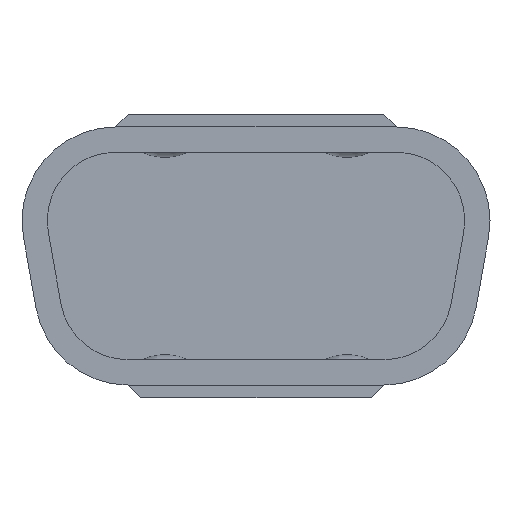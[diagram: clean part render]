
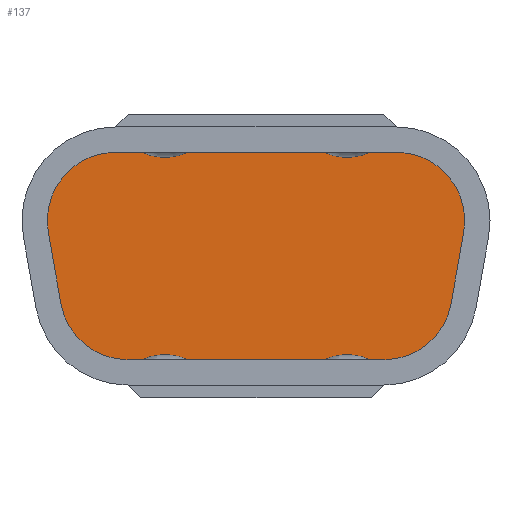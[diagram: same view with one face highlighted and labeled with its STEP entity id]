
A CAD part, front view. The second image highlights one B-rep face of the part: STEP entity #137.
In plain terms, the highlighted planar face has unit normal (0, -1, 0).
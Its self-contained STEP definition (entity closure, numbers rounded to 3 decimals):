
#137 = ADVANCED_FACE( '', ( #282 ), #283, .F. );
#282 = FACE_OUTER_BOUND( '', #497, .T. );
#283 = PLANE( '', #498 );
#497 = EDGE_LOOP( '', ( #841, #842, #843, #844, #845, #846, #847, #848, #849, #850, #851, #852, #853, #854, #855, #856 ) );
#498 = AXIS2_PLACEMENT_3D( '', #857, #858, #859 );
#841 = ORIENTED_EDGE( '', *, *, #1107, .F. );
#842 = ORIENTED_EDGE( '', *, *, #1108, .F. );
#843 = ORIENTED_EDGE( '', *, *, #979, .F. );
#844 = ORIENTED_EDGE( '', *, *, #992, .F. );
#845 = ORIENTED_EDGE( '', *, *, #1038, .F. );
#846 = ORIENTED_EDGE( '', *, *, #1089, .F. );
#847 = ORIENTED_EDGE( '', *, *, #1009, .T. );
#848 = ORIENTED_EDGE( '', *, *, #1094, .F. );
#849 = ORIENTED_EDGE( '', *, *, #1097, .F. );
#850 = ORIENTED_EDGE( '', *, *, #1090, .F. );
#851 = ORIENTED_EDGE( '', *, *, #1027, .F. );
#852 = ORIENTED_EDGE( '', *, *, #996, .F. );
#853 = ORIENTED_EDGE( '', *, *, #1109, .F. );
#854 = ORIENTED_EDGE( '', *, *, #1110, .F. );
#855 = ORIENTED_EDGE( '', *, *, #1001, .T. );
#856 = ORIENTED_EDGE( '', *, *, #1111, .F. );
#857 = CARTESIAN_POINT( '', ( -5.55, 2.05, 1.4 ) );
#858 = DIRECTION( '', ( 0., 1., 0. ) );
#859 = DIRECTION( '', ( 0., 0., 1. ) );
#979 = EDGE_CURVE( '', #1149, #1151, #1152, .T. );
#992 = EDGE_CURVE( '', #1171, #1149, #1173, .T. );
#996 = EDGE_CURVE( '', #1178, #1180, #1181, .T. );
#1001 = EDGE_CURVE( '', #1184, #1186, #1188, .T. );
#1009 = EDGE_CURVE( '', #1196, #1200, #1202, .T. );
#1027 = EDGE_CURVE( '', #1180, #1232, #1233, .T. );
#1038 = EDGE_CURVE( '', #1246, #1171, #1248, .T. );
#1089 = EDGE_CURVE( '', #1196, #1246, #1316, .T. );
#1090 = EDGE_CURVE( '', #1232, #1317, #1318, .T. );
#1094 = EDGE_CURVE( '', #1323, #1200, #1325, .T. );
#1097 = EDGE_CURVE( '', #1317, #1323, #1328, .F. );
#1107 = EDGE_CURVE( '', #1339, #1340, #1341, .F. );
#1108 = EDGE_CURVE( '', #1151, #1339, #1342, .T. );
#1109 = EDGE_CURVE( '', #1343, #1178, #1344, .T. );
#1110 = EDGE_CURVE( '', #1184, #1343, #1345, .T. );
#1111 = EDGE_CURVE( '', #1340, #1186, #1346, .T. );
#1149 = VERTEX_POINT( '', #1388 );
#1151 = VERTEX_POINT( '', #1391 );
#1152 = CIRCLE( '', #1392, 2.7 );
#1171 = VERTEX_POINT( '', #1430 );
#1173 = LINE( '', #1433, #1434 );
#1178 = VERTEX_POINT( '', #1440 );
#1180 = VERTEX_POINT( '', #1443 );
#1181 = LINE( '', #1444, #1445 );
#1184 = VERTEX_POINT( '', #1449 );
#1186 = VERTEX_POINT( '', #1452 );
#1188 = CIRCLE( '', #1455, 2.125 );
#1196 = VERTEX_POINT( '', #1476 );
#1200 = VERTEX_POINT( '', #1481 );
#1202 = CIRCLE( '', #1484, 2.125 );
#1232 = VERTEX_POINT( '', #1522 );
#1233 = CIRCLE( '', #1523, 2.7 );
#1246 = VERTEX_POINT( '', #1553 );
#1248 = CIRCLE( '', #1556, 2.7 );
#1316 = LINE( '', #1650, #1651 );
#1317 = VERTEX_POINT( '', #1652 );
#1318 = LINE( '', #1653, #1654 );
#1323 = VERTEX_POINT( '', #1673 );
#1325 = LINE( '', #1676, #1677 );
#1328 = CIRCLE( '', #1680, 2.125 );
#1339 = VERTEX_POINT( '', #1692 );
#1340 = VERTEX_POINT( '', #1693 );
#1341 = CIRCLE( '', #1694, 2.125 );
#1342 = LINE( '', #1695, #1696 );
#1343 = VERTEX_POINT( '', #1697 );
#1344 = CIRCLE( '', #1698, 2.7 );
#1345 = LINE( '', #1699, #1700 );
#1346 = LINE( '', #1701, #1702 );
#1388 = CARTESIAN_POINT( '', ( -8.209, 2.05, 0.931 ) );
#1391 = CARTESIAN_POINT( '', ( -5.55, 2.05, 4.1 ) );
#1392 = AXIS2_PLACEMENT_3D( '', #1744, #1745, #1746 );
#1430 = CARTESIAN_POINT( '', ( -7.715, 2.05, -1.869 ) );
#1433 = CARTESIAN_POINT( '', ( -7.715, 2.05, -1.869 ) );
#1434 = VECTOR( '', #1757, 1000. );
#1440 = CARTESIAN_POINT( '', ( 8.209, 2.05, 0.931 ) );
#1443 = CARTESIAN_POINT( '', ( 7.715, 2.05, -1.869 ) );
#1444 = CARTESIAN_POINT( '', ( 8.209, 2.05, 0.931 ) );
#1445 = VECTOR( '', #1760, 1000. );
#1449 = CARTESIAN_POINT( '', ( 4.5, 2.05, 4.1 ) );
#1452 = CARTESIAN_POINT( '', ( 2.7, 2.05, 4.1 ) );
#1455 = AXIS2_PLACEMENT_3D( '', #1764, #1765, #1766 );
#1476 = CARTESIAN_POINT( '', ( -4.5, 2.05, -4.1 ) );
#1481 = CARTESIAN_POINT( '', ( -2.7, 2.05, -4.1 ) );
#1484 = AXIS2_PLACEMENT_3D( '', #1775, #1776, #1777 );
#1522 = CARTESIAN_POINT( '', ( 5.056, 2.05, -4.1 ) );
#1523 = AXIS2_PLACEMENT_3D( '', #1801, #1802, #1803 );
#1553 = CARTESIAN_POINT( '', ( -5.056, 2.05, -4.1 ) );
#1556 = AXIS2_PLACEMENT_3D( '', #1812, #1813, #1814 );
#1650 = CARTESIAN_POINT( '', ( 5.056, 2.05, -4.1 ) );
#1651 = VECTOR( '', #1877, 1000. );
#1652 = CARTESIAN_POINT( '', ( 4.5, 2.05, -4.1 ) );
#1653 = CARTESIAN_POINT( '', ( 5.056, 2.05, -4.1 ) );
#1654 = VECTOR( '', #1878, 1000. );
#1673 = CARTESIAN_POINT( '', ( 2.7, 2.05, -4.1 ) );
#1676 = CARTESIAN_POINT( '', ( 5.056, 2.05, -4.1 ) );
#1677 = VECTOR( '', #1881, 1000. );
#1680 = AXIS2_PLACEMENT_3D( '', #1885, #1886, #1887 );
#1692 = CARTESIAN_POINT( '', ( -4.5, 2.05, 4.1 ) );
#1693 = CARTESIAN_POINT( '', ( -2.7, 2.05, 4.1 ) );
#1694 = AXIS2_PLACEMENT_3D( '', #1898, #1899, #1900 );
#1695 = CARTESIAN_POINT( '', ( -5.55, 2.05, 4.1 ) );
#1696 = VECTOR( '', #1901, 1000. );
#1697 = CARTESIAN_POINT( '', ( 5.55, 2.05, 4.1 ) );
#1698 = AXIS2_PLACEMENT_3D( '', #1902, #1903, #1904 );
#1699 = CARTESIAN_POINT( '', ( -5.55, 2.05, 4.1 ) );
#1700 = VECTOR( '', #1905, 1000. );
#1701 = CARTESIAN_POINT( '', ( -5.55, 2.05, 4.1 ) );
#1702 = VECTOR( '', #1906, 1000. );
#1744 = CARTESIAN_POINT( '', ( -5.55, 2.05, 1.4 ) );
#1745 = DIRECTION( '', ( 0., 1., 0. ) );
#1746 = DIRECTION( '', ( 1., 0., 0. ) );
#1757 = DIRECTION( '', ( -0.174, 0., 0.985 ) );
#1760 = DIRECTION( '', ( -0.174, 0., -0.985 ) );
#1764 = CARTESIAN_POINT( '', ( 3.6, 2.05, 6.025 ) );
#1765 = DIRECTION( '', ( 0., 1., 0. ) );
#1766 = DIRECTION( '', ( 0., 0., 1. ) );
#1775 = CARTESIAN_POINT( '', ( -3.6, 2.05, -6.025 ) );
#1776 = DIRECTION( '', ( 0., 1., 0. ) );
#1777 = DIRECTION( '', ( 0., 0., 1. ) );
#1801 = CARTESIAN_POINT( '', ( 5.056, 2.05, -1.4 ) );
#1802 = DIRECTION( '', ( 0., 1., 0. ) );
#1803 = DIRECTION( '', ( 1., 0., 0. ) );
#1812 = CARTESIAN_POINT( '', ( -5.056, 2.05, -1.4 ) );
#1813 = DIRECTION( '', ( 0., 1., 0. ) );
#1814 = DIRECTION( '', ( 1., 0., 0. ) );
#1877 = DIRECTION( '', ( -1., 0., 0. ) );
#1878 = DIRECTION( '', ( -1., 0., 0. ) );
#1881 = DIRECTION( '', ( -1., 0., 0. ) );
#1885 = CARTESIAN_POINT( '', ( 3.6, 2.05, -6.025 ) );
#1886 = DIRECTION( '', ( 0., 1., 0. ) );
#1887 = DIRECTION( '', ( 0., 0., 1. ) );
#1898 = CARTESIAN_POINT( '', ( -3.6, 2.05, 6.025 ) );
#1899 = DIRECTION( '', ( 0., 1., 0. ) );
#1900 = DIRECTION( '', ( 0., 0., 1. ) );
#1901 = DIRECTION( '', ( 1., 0., 0. ) );
#1902 = CARTESIAN_POINT( '', ( 5.55, 2.05, 1.4 ) );
#1903 = DIRECTION( '', ( 0., 1., 0. ) );
#1904 = DIRECTION( '', ( -1., 0., 0. ) );
#1905 = DIRECTION( '', ( 1., 0., 0. ) );
#1906 = DIRECTION( '', ( 1., 0., 0. ) );
